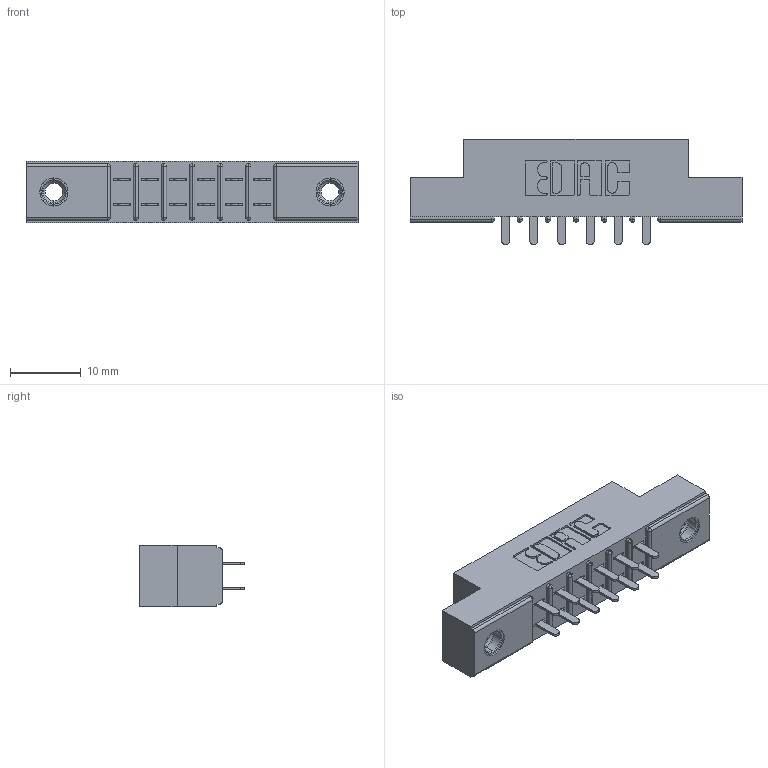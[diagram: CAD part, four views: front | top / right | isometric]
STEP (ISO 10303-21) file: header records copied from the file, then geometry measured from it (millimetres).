
FILE_DESCRIPTION (( 'STEP AP203' ), '1' );
FILE_NAME ('355-012-521-207.STEP', '2019-09-11T00:46:13', ( '' ), ( '' ), 'SwSTEP 2.0', 'SolidWorks 2016', '' );
FILE_SCHEMA (( 'CONFIG_CONTROL_DESIGN' ));
Length unit declared in the file: inch
Products named in the file (4): 355-012-521-207; 345-250-001_345-250-005-103; 305-290-001_521; 305 Part_.156 Dia
Assembly tree (15 placements, depth 2):
  355-012-521-207
    305 Part_.156 Dia
    305-290-001_521  x12
    345-250-001_345-250-005-103  x2
Bounding box: 46.79 x 14.86 x 8.71 mm (x, y, z)
Volume: 2930.1 mm3; surface area: 4592.4 mm2
Topology: 15 solids, 15 shells, 728 faces, 2030 edges, 1312 vertices
Faces by surface type: plane 424, cylinder 264, sphere 24, cone 12, torus 4
Entity records: 11944 total; most frequent: CARTESIAN_POINT 1959, DIRECTION 1934, ORIENTED_EDGE 1932, EDGE_CURVE 966, VECTOR 740, LINE 740, VERTEX_POINT 622, AXIS2_PLACEMENT_3D 597
